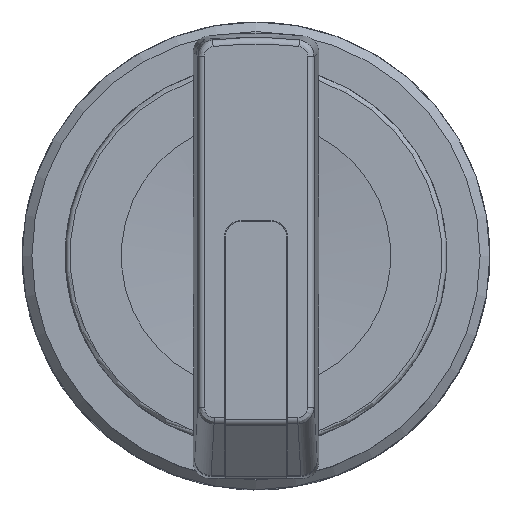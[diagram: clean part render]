
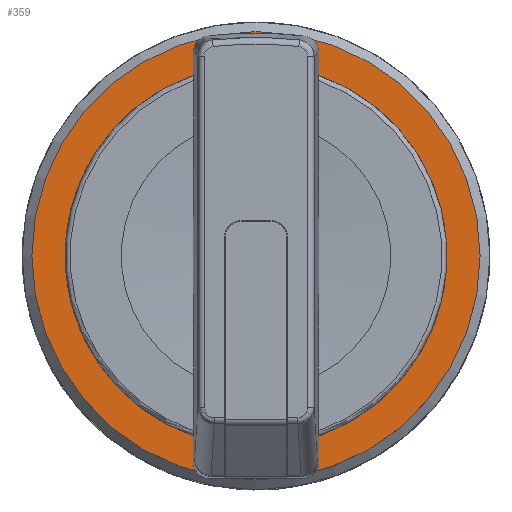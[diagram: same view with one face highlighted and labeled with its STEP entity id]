
A CAD part, top view. The second image highlights one B-rep face of the part: STEP entity #359.
In plain terms, the highlighted planar face has unit normal (0, 0, 1).
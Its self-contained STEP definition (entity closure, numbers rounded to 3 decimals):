
#359 = ADVANCED_FACE( '', ( #840, #841 ), #842, .F. );
#840 = FACE_BOUND( '', #1464, .T. );
#841 = FACE_OUTER_BOUND( '', #1465, .T. );
#842 = PLANE( '', #1466 );
#1464 = EDGE_LOOP( '', ( #2575 ) );
#1465 = EDGE_LOOP( '', ( #2576 ) );
#1466 = AXIS2_PLACEMENT_3D( '', #2577, #2578, #2579 );
#2575 = ORIENTED_EDGE( '', *, *, #4076, .T. );
#2576 = ORIENTED_EDGE( '', *, *, #3908, .F. );
#2577 = CARTESIAN_POINT( '', ( 0., 0., 11.4 ) );
#2578 = DIRECTION( '', ( 0., 0., -1. ) );
#2579 = DIRECTION( '', ( 0., -1., 0. ) );
#3908 = EDGE_CURVE( '', #4758, #4758, #4759, .T. );
#4076 = EDGE_CURVE( '', #5021, #5021, #5022, .T. );
#4758 = VERTEX_POINT( '', #5964 );
#4759 = CIRCLE( '', #5965, 13.8 );
#5021 = VERTEX_POINT( '', #6314 );
#5022 = CIRCLE( '', #6315, 11.75 );
#5964 = CARTESIAN_POINT( '', ( -13.8, 0., 11.4 ) );
#5965 = AXIS2_PLACEMENT_3D( '', #7212, #7213, #7214 );
#6314 = CARTESIAN_POINT( '', ( -11.75, 0., 11.4 ) );
#6315 = AXIS2_PLACEMENT_3D( '', #7440, #7441, #7442 );
#7212 = CARTESIAN_POINT( '', ( 0., 0., 11.4 ) );
#7213 = DIRECTION( '', ( 0., 0., -1. ) );
#7214 = DIRECTION( '', ( -1., 0., 0. ) );
#7440 = CARTESIAN_POINT( '', ( 0., 0., 11.4 ) );
#7441 = DIRECTION( '', ( 0., 0., -1. ) );
#7442 = DIRECTION( '', ( -1., 0., 0. ) );
